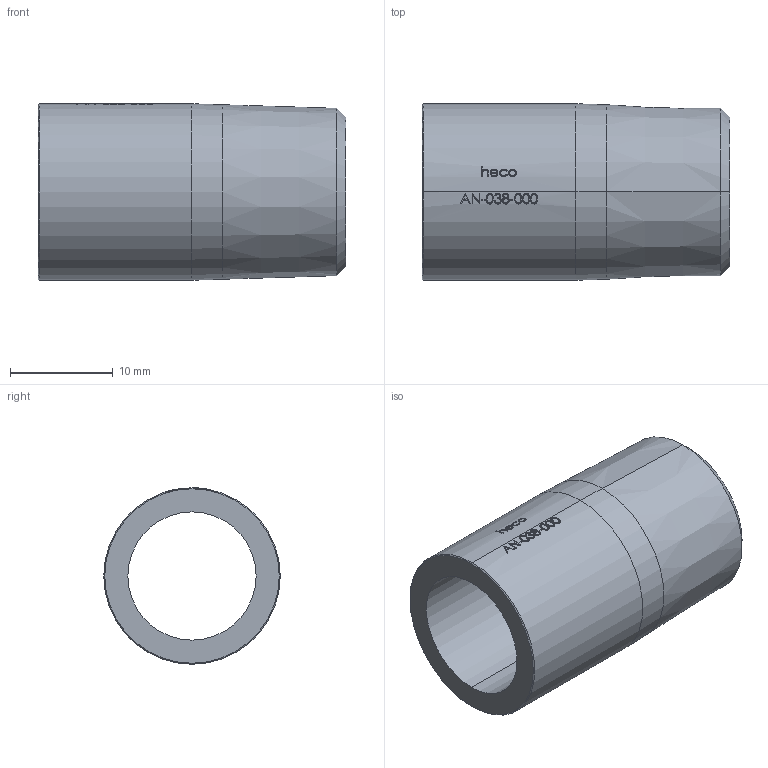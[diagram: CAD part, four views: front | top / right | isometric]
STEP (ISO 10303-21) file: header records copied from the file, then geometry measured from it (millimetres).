
FILE_DESCRIPTION (( 'STEP AP214' ), '1' );
FILE_NAME ('AN-038-000-x Anschweißnippel heco.STEP', '2018-05-18T07:34:40', ( '' ), ( '' ), 'SwSTEP 2.0', 'SolidWorks 2016', '' );
FILE_SCHEMA (( 'AUTOMOTIVE_DESIGN' ));
Length unit declared in the file: millimetre
Products named in the file (1): AN-038-000-x Anschweißnippel heco
Bounding box: 30 x 17.2 x 17.2 mm (x, y, z)
Volume: 3082.5 mm3; surface area: 2944.8 mm2
Topology: 1 solids, 1 shells, 185 faces, 471 edges, 312 vertices
Faces by surface type: bspline 113, plane 37, cylinder 27, cone 8
Entity records: 15328 total; most frequent: CARTESIAN_POINT 9997, ORIENTED_EDGE 942, EDGE_CURVE 471, B_SPLINE_CURVE_WITH_KNOTS 353, VERTEX_POINT 312, DIRECTION 310, EDGE_LOOP 211, ADVANCED_FACE 185
